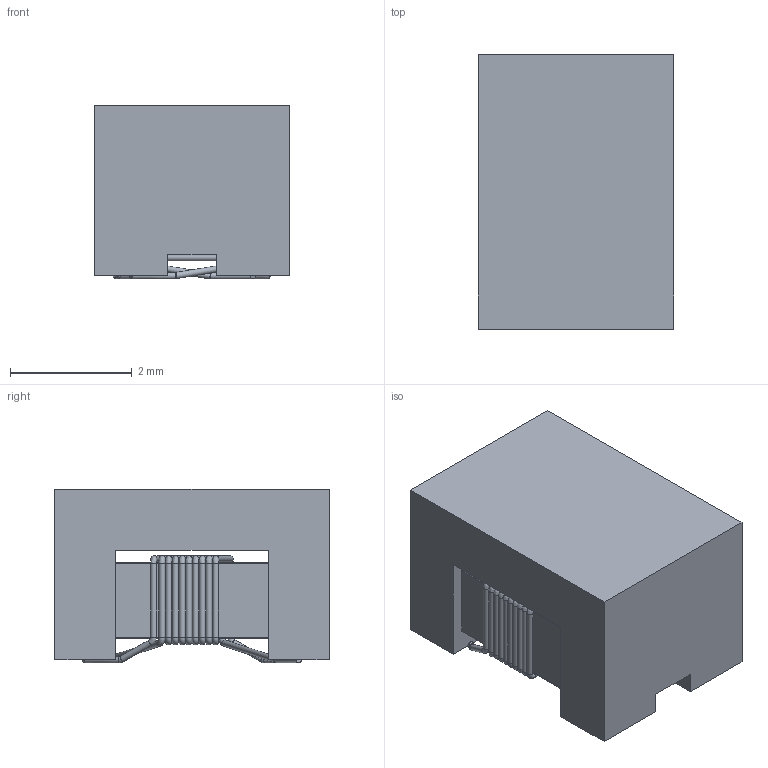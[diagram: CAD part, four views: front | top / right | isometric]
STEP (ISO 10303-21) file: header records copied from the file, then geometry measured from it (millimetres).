
FILE_DESCRIPTION(/* description */ ('Unknown'),/* implementation_level */ '2;1');
FILE_NAME(/* name */ 'L_Wurth_WE-CNSW-1812',/* time_stamp */ '2024-10-10T10:08:05+08:00',/* author */ ('Unknown'),/* organization */ ('Unknown'),/* preprocessor_version */ 'ST-DEVELOPER v16.7',/* originating_system */ 'Solid Edge',/* authorisation */ 'Unknown');
FILE_SCHEMA (('AUTOMOTIVE_DESIGN {1 0 10303 214 3 1 1}'));
Length unit declared in the file: millimetre
Products named in the file (2): L_Wurth_WE-CNSW-1812
Assembly tree (1 placements, depth 2):
  L_Wurth_WE-CNSW-1812
    L_Wurth_WE-CNSW-1812
Bounding box: 3.2 x 4.5 x 2.85 mm (x, y, z)
Volume: 34.8 mm3; surface area: 114.4 mm2
Topology: 1 solids, 1 shells, 118 faces, 288 edges, 166 vertices
Faces by surface type: cylinder 50, plane 24, torus 24, bspline 20
Full cylindrical faces by diameter (mm): 0.1 x46
Entity records: 4159 total; most frequent: CARTESIAN_POINT 996, DIRECTION 488, ORIENTED_EDGE 368, EDGE_LOOP 208, FACE_BOUND 208, AXIS2_PLACEMENT_3D 204, EDGE_CURVE 184, VERTEX_POINT 152
